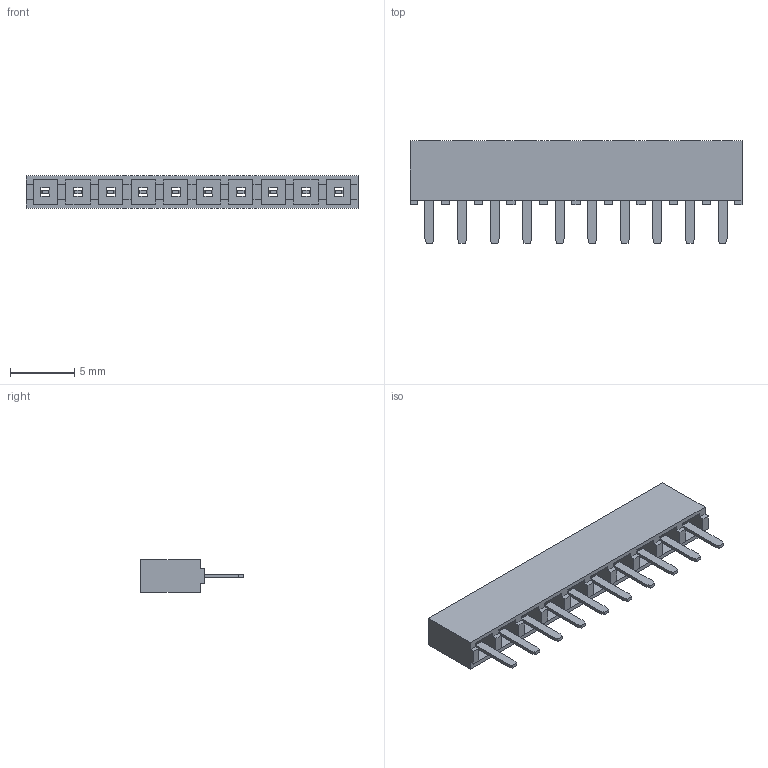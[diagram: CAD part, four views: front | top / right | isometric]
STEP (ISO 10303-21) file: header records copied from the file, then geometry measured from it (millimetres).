
FILE_DESCRIPTION (( 'STEP AP203' ), '1' );
FILE_NAME ('BG095-10-X-X-X_revE.STEP', '2015-02-19T13:34:32', ( '' ), ( '' ), 'SwSTEP 2.0', 'SolidWorks 2010', '' );
FILE_SCHEMA (( 'CONFIG_CONTROL_DESIGN' ));
Length unit declared in the file: millimetre
Products named in the file (3): BG095-10-X-X-X_revE; BG095-10way-Insulator; BG095-Contact
Assembly tree (11 placements, depth 2):
  BG095-10-X-X-X_revE
    BG095-Contact  x10
    BG095-10way-Insulator
Bounding box: 25.9 x 8 x 2.54 mm (x, y, z)
Volume: 164.7 mm3; surface area: 797.7 mm2
Topology: 11 solids, 11 shells, 250 faces, 644 edges, 416 vertices
Faces by surface type: plane 250
Entity records: 6059 total; most frequent: CARTESIAN_POINT 982, ORIENTED_EDGE 964, DIRECTION 866, EDGE_CURVE 482, VECTOR 482, LINE 482, VERTEX_POINT 308, EDGE_LOOP 198
